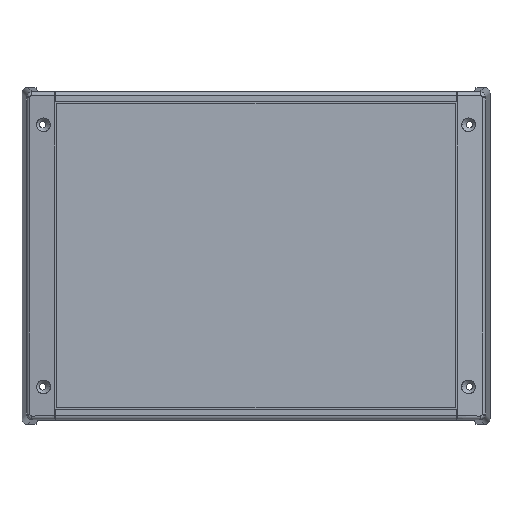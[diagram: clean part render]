
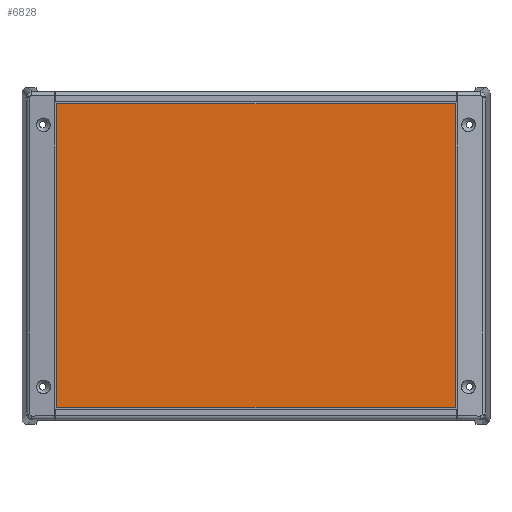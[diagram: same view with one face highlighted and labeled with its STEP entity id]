
A CAD part, top view. The second image highlights one B-rep face of the part: STEP entity #6828.
In plain terms, the highlighted planar face has unit normal (0, 0, 1).
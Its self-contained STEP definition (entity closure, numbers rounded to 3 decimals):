
#2124=DIRECTION('',(-1.,0.,0.));
#2125=VECTOR('',#2124,213.);
#2126=CARTESIAN_POINT('',(106.5,81.25,50.25));
#2127=LINE('',#2126,#2125);
#2128=DIRECTION('',(0.,1.,0.));
#2129=VECTOR('',#2128,162.5);
#2130=CARTESIAN_POINT('',(-106.5,-81.25,50.25));
#2131=LINE('',#2130,#2129);
#2132=DIRECTION('',(0.,-1.,0.));
#2133=VECTOR('',#2132,162.5);
#2134=CARTESIAN_POINT('',(106.5,81.25,50.25));
#2135=LINE('',#2134,#2133);
#2144=DIRECTION('',(1.,0.,0.));
#2145=VECTOR('',#2144,213.);
#2146=CARTESIAN_POINT('',(-106.5,-81.25,50.25));
#2147=LINE('',#2146,#2145);
#3668=CARTESIAN_POINT('',(106.5,81.25,50.25));
#3669=CARTESIAN_POINT('',(106.5,-81.25,50.25));
#3670=VERTEX_POINT('',#3668);
#3671=VERTEX_POINT('',#3669);
#3672=CARTESIAN_POINT('',(-106.5,-81.25,50.25));
#3673=CARTESIAN_POINT('',(-106.5,81.25,50.25));
#3674=VERTEX_POINT('',#3672);
#3675=VERTEX_POINT('',#3673);
#6815=CARTESIAN_POINT('',(0.,0.,50.25));
#6816=DIRECTION('',(0.,0.,1.));
#6817=DIRECTION('',(1.,0.,0.));
#6818=AXIS2_PLACEMENT_3D('',#6815,#6816,#6817);
#6819=PLANE('',#6818);
#6820=ORIENTED_EDGE('',*,*,#6796,.F.);
#6822=ORIENTED_EDGE('',*,*,#6821,.T.);
#6824=ORIENTED_EDGE('',*,*,#6823,.F.);
#6825=ORIENTED_EDGE('',*,*,#6806,.T.);
#6826=EDGE_LOOP('',(#6820,#6822,#6824,#6825));
#6827=FACE_OUTER_BOUND('',#6826,.F.);
#6828=ADVANCED_FACE('',(#6827),#6819,.T.);
#6796=EDGE_CURVE('',#3670,#3675,#2127,.T.);
#6806=EDGE_CURVE('',#3674,#3675,#2131,.T.);
#6821=EDGE_CURVE('',#3670,#3671,#2135,.T.);
#6823=EDGE_CURVE('',#3674,#3671,#2147,.T.);
